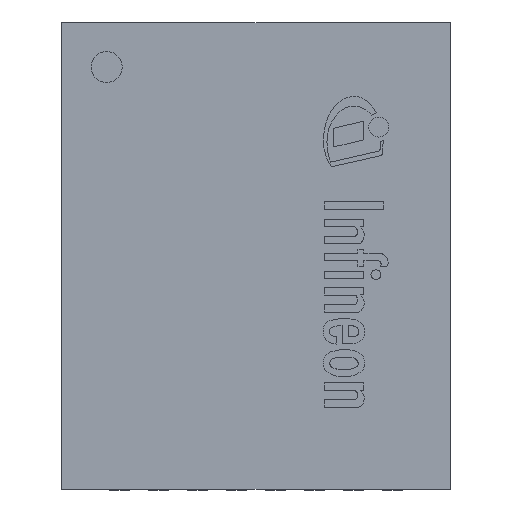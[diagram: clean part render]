
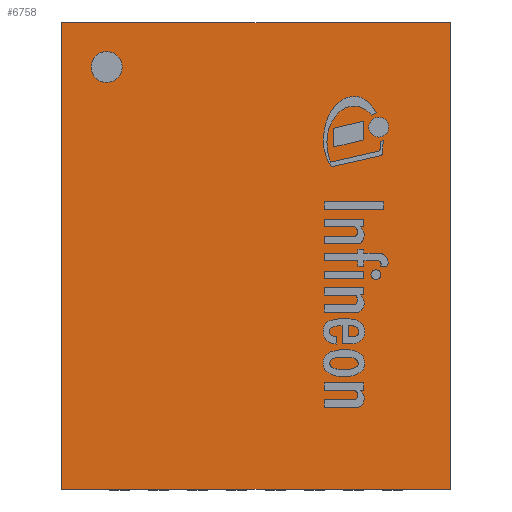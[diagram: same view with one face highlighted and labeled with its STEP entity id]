
A CAD part, top view. The second image highlights one B-rep face of the part: STEP entity #6758.
In plain terms, the highlighted planar face has unit normal (0, 0, 1).
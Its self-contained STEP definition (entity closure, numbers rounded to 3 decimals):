
#156=LINE('',#9651,#955);
#160=LINE('',#9659,#959);
#163=LINE('',#9665,#962);
#166=LINE('',#9670,#965);
#955=VECTOR('',#7764,1.);
#959=VECTOR('',#7770,1.);
#962=VECTOR('',#7775,1.);
#965=VECTOR('',#7780,1.);
#1760=PLANE('',#7217);
#2077=FACE_BOUND('',#2508,.T.);
#2092=FACE_OUTER_BOUND('',#2507,.T.);
#2507=EDGE_LOOP('',(#4734,#4735,#4736,#4737));
#2508=EDGE_LOOP('',(#4738));
#2923=CIRCLE('',#7210,0.199);
#3071=VERTEX_POINT('',#9645);
#3072=VERTEX_POINT('',#9649);
#3073=VERTEX_POINT('',#9650);
#3076=VERTEX_POINT('',#9658);
#3078=VERTEX_POINT('',#9664);
#3729=EDGE_CURVE('',#3071,#3071,#2923,.T.);
#3730=EDGE_CURVE('',#3072,#3073,#156,.T.);
#3734=EDGE_CURVE('',#3076,#3072,#160,.T.);
#3737=EDGE_CURVE('',#3078,#3076,#163,.T.);
#3740=EDGE_CURVE('',#3073,#3078,#166,.T.);
#4734=ORIENTED_EDGE('',*,*,#3740,.F.);
#4735=ORIENTED_EDGE('',*,*,#3730,.F.);
#4736=ORIENTED_EDGE('',*,*,#3734,.F.);
#4737=ORIENTED_EDGE('',*,*,#3737,.F.);
#4738=ORIENTED_EDGE('',*,*,#3729,.T.);
#6758=ADVANCED_FACE('',(#2092,#2077),#1760,.T.);
#7210=AXIS2_PLACEMENT_3D('',#9646,#7758,#7759);
#7217=AXIS2_PLACEMENT_3D('',#9673,#7784,#7785);
#7758=DIRECTION('center_axis',(0.,0.,-1.));
#7759=DIRECTION('ref_axis',(0.,1.,0.));
#7764=DIRECTION('',(1.,0.,0.));
#7770=DIRECTION('',(0.,1.,0.));
#7775=DIRECTION('',(-1.,0.,0.));
#7780=DIRECTION('',(0.,-1.,0.));
#7784=DIRECTION('center_axis',(0.,0.,1.));
#7785=DIRECTION('ref_axis',(0.,-1.,0.));
#9645=CARTESIAN_POINT('',(-1.915,2.222,1.));
#9646=CARTESIAN_POINT('Origin',(-1.915,2.422,1.));
#9649=CARTESIAN_POINT('',(-2.49,2.99,1.));
#9650=CARTESIAN_POINT('',(2.49,2.99,1.));
#9651=CARTESIAN_POINT('',(-2.49,2.99,1.));
#9658=CARTESIAN_POINT('',(-2.49,-2.99,1.));
#9659=CARTESIAN_POINT('',(-2.49,-2.99,1.));
#9664=CARTESIAN_POINT('',(2.49,-2.99,1.));
#9665=CARTESIAN_POINT('',(2.49,-2.99,1.));
#9670=CARTESIAN_POINT('',(2.49,2.99,1.));
#9673=CARTESIAN_POINT('Origin',(0.,0.,
1.));
